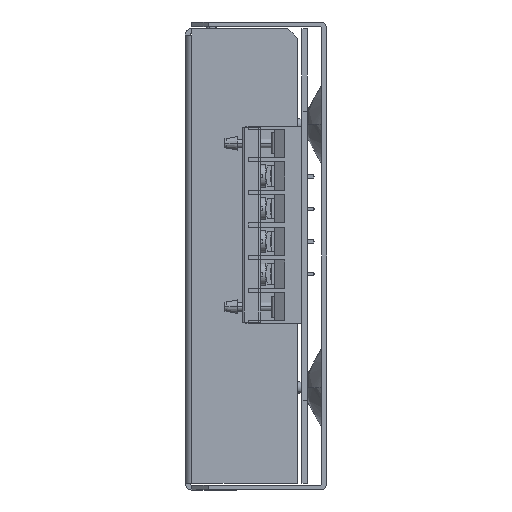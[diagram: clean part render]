
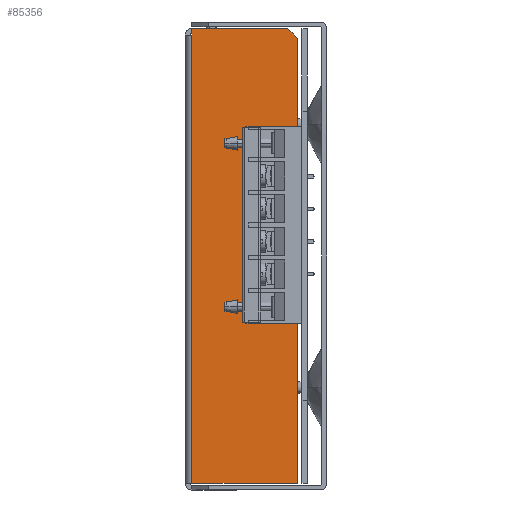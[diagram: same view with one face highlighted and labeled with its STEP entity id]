
A CAD part, left-side view. The second image highlights one B-rep face of the part: STEP entity #85356.
In plain terms, the highlighted planar face has unit normal (-1, 0, 0).
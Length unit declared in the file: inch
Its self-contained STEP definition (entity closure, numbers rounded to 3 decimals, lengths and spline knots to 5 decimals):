
#2797 = LINE ( 'NONE', #4058, #68845 ) ;
#3911 = DIRECTION ( 'NONE',  ( 0., 0., -1. ) ) ;
#4058 = CARTESIAN_POINT ( 'NONE',  ( 0.86614, 0.47244, -0.07874 ) ) ;
#4579 = CARTESIAN_POINT ( 'NONE',  ( 0.86614, 1.65354, -0.07874 ) ) ;
#10274 = DIRECTION ( 'NONE',  ( 0., 1., 0. ) ) ;
#13441 = CARTESIAN_POINT ( 'NONE',  ( 0.86614, 1.63386, -0.15748 ) ) ;
#17667 = VERTEX_POINT ( 'NONE', #67884 ) ;
#19033 = EDGE_CURVE ( 'NONE', #87145, #45422, #2797, .T. ) ;
#19225 = VECTOR ( 'NONE', #3911, 39.37008 ) ;
#19892 = ORIENTED_EDGE ( 'NONE', *, *, #19033, .F. ) ;
#22341 = DIRECTION ( 'NONE',  ( 0., 0., 1. ) ) ;
#26580 = AXIS2_PLACEMENT_3D ( 'NONE', #36549, #79622, #79319 ) ;
#29594 = EDGE_CURVE ( 'NONE', #46937, #17667, #56287, .T. ) ;
#30082 = VERTEX_POINT ( 'NONE', #36674 ) ;
#30693 = LINE ( 'NONE', #4579, #49669 ) ;
#36549 = CARTESIAN_POINT ( 'NONE',  ( 0.86614, 1.65354, -0.07874 ) ) ;
#36674 = CARTESIAN_POINT ( 'NONE',  ( 0.86614, 1.63386, -5.58911 ) ) ;
#40650 = ORIENTED_EDGE ( 'NONE', *, *, #83972, .F. ) ;
#43628 = LINE ( 'NONE', #88945, #77196 ) ;
#45095 = ORIENTED_EDGE ( 'NONE', *, *, #77362, .F. ) ;
#45422 = VERTEX_POINT ( 'NONE', #48448 ) ;
#46353 = DIRECTION ( 'NONE',  ( 0., 0., 1. ) ) ;
#46937 = VERTEX_POINT ( 'NONE', #13441 ) ;
#47643 = DIRECTION ( 'NONE',  ( 0., -1., 0. ) ) ;
#48448 = CARTESIAN_POINT ( 'NONE',  ( 0.86614, 0.35433, -0.19685 ) ) ;
#49669 = VECTOR ( 'NONE', #47643, 39.37008 ) ;
#51396 = CARTESIAN_POINT ( 'NONE',  ( 0.86614, 1.63386, -5.59055 ) ) ;
#56287 = LINE ( 'NONE', #60147, #68583 ) ;
#58050 = PLANE ( 'NONE',  #26580 ) ;
#59586 = CARTESIAN_POINT ( 'NONE',  ( 0.86614, 0.35433, -0.07874 ) ) ;
#60147 = CARTESIAN_POINT ( 'NONE',  ( 0.86614, 1.63386, -0.07874 ) ) ;
#63936 = LINE ( 'NONE', #59586, #19225 ) ;
#65260 = EDGE_CURVE ( 'NONE', #88718, #30082, #43628, .T. ) ;
#65935 = LINE ( 'NONE', #51396, #78271 ) ;
#67114 = FACE_OUTER_BOUND ( 'NONE', #82198, .T. ) ;
#67884 = CARTESIAN_POINT ( 'NONE',  ( 0.86614, 1.63386, -0.07874 ) ) ;
#68583 = VECTOR ( 'NONE', #46353, 39.37008 ) ;
#68845 = VECTOR ( 'NONE', #89010, 39.37008 ) ;
#69233 = ORIENTED_EDGE ( 'NONE', *, *, #87291, .F. ) ;
#72974 = ORIENTED_EDGE ( 'NONE', *, *, #29594, .F. ) ;
#74918 = ORIENTED_EDGE ( 'NONE', *, *, #65260, .F. ) ;
#77196 = VECTOR ( 'NONE', #10274, 39.37008 ) ;
#77362 = EDGE_CURVE ( 'NONE', #30082, #46937, #65935, .T. ) ;
#78271 = VECTOR ( 'NONE', #22341, 39.37008 ) ;
#79171 = CARTESIAN_POINT ( 'NONE',  ( 0.86614, 0.35433, -5.58911 ) ) ;
#79319 = DIRECTION ( 'NONE',  ( 0., 1., 0. ) ) ;
#79622 = DIRECTION ( 'NONE',  ( 1., 0., 0. ) ) ;
#82198 = EDGE_LOOP ( 'NONE', ( #19892, #40650, #72974, #45095, #74918, #69233 ) ) ;
#83972 = EDGE_CURVE ( 'NONE', #17667, #87145, #30693, .T. ) ;
#85356 = ADVANCED_FACE ( 'NONE', ( #67114 ), #58050, .F. ) ;
#85777 = CARTESIAN_POINT ( 'NONE',  ( 0.86614, 0.47244, -0.07874 ) ) ;
#87145 = VERTEX_POINT ( 'NONE', #85777 ) ;
#87291 = EDGE_CURVE ( 'NONE', #45422, #88718, #63936, .T. ) ;
#88718 = VERTEX_POINT ( 'NONE', #79171 ) ;
#88945 = CARTESIAN_POINT ( 'NONE',  ( 0.86614, 1.65354, -5.58911 ) ) ;
#89010 = DIRECTION ( 'NONE',  ( 0., -0.707, -0.707 ) ) ;
